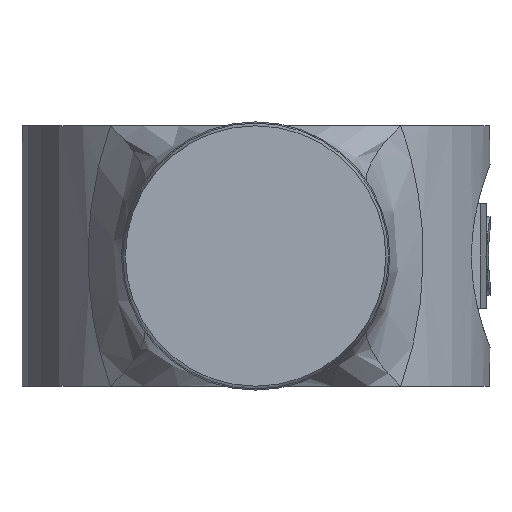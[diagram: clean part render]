
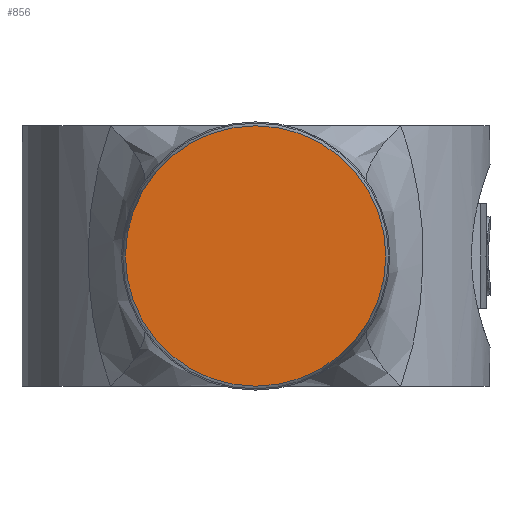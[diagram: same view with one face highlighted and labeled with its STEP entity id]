
A CAD part, front view. The second image highlights one B-rep face of the part: STEP entity #856.
In plain terms, the highlighted planar face has unit normal (0, -1, 0).
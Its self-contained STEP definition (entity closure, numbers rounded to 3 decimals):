
#125=CIRCLE('',#944,5.);
#199=FACE_OUTER_BOUND('',#263,.T.);
#263=EDGE_LOOP('',(#781));
#403=VERTEX_POINT('',#1741);
#511=EDGE_CURVE('',#403,#403,#125,.T.);
#781=ORIENTED_EDGE('',*,*,#511,.F.);
#801=PLANE('',#970);
#856=ADVANCED_FACE('',(#199),#801,.F.);
#944=AXIS2_PLACEMENT_3D('',#1743,#1155,#1156);
#970=AXIS2_PLACEMENT_3D('',#2203,#1208,#1209);
#1155=DIRECTION('center_axis',(0.,1.,0.));
#1156=DIRECTION('ref_axis',(1.,0.,0.));
#1208=DIRECTION('center_axis',(0.,1.,0.));
#1209=DIRECTION('ref_axis',(1.,0.,0.));
#1741=CARTESIAN_POINT('',(-5.,0.,0.));
#1743=CARTESIAN_POINT('Origin',(0.,0.,0.));
#2203=CARTESIAN_POINT('Origin',(0.,0.,0.));
